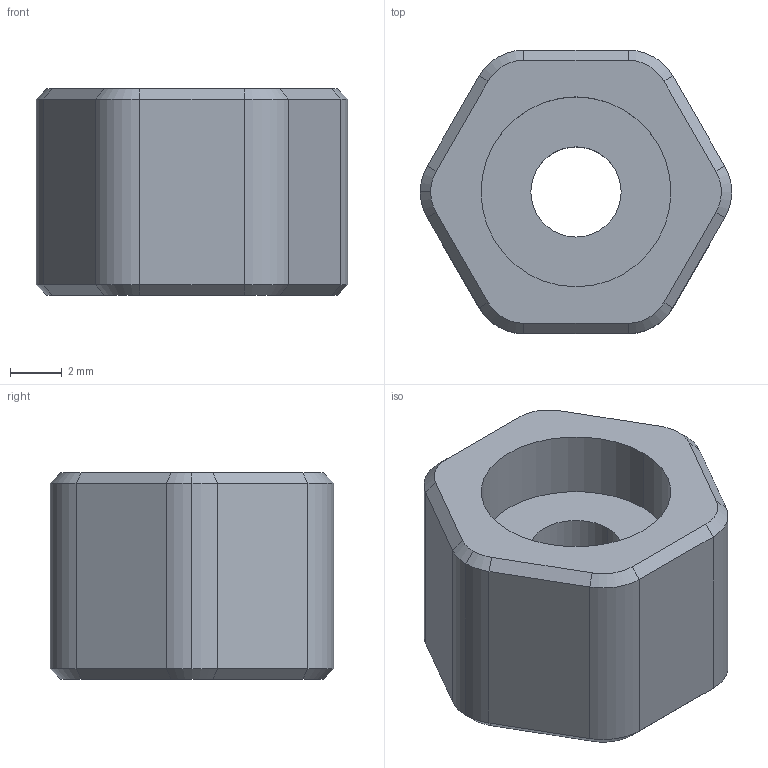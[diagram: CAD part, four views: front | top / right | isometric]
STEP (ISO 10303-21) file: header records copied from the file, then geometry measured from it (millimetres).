
FILE_DESCRIPTION (( 'STEP AP203' ), '1' );
FILE_NAME ('End Stop Cap.STEP', '2015-04-25T22:14:05', ( '' ), ( '' ), 'SwSTEP 2.0', 'SolidWorks 2013', '' );
FILE_SCHEMA (( 'CONFIG_CONTROL_DESIGN' ));
Length unit declared in the file: millimetre
Products named in the file (1): End Stop Cap
Bounding box: 12.08 x 11 x 8 mm (x, y, z)
Volume: 659.5 mm3; surface area: 584.2 mm2
Topology: 1 solids, 1 shells, 46 faces, 104 edges, 61 vertices
Faces by surface type: plane 21, cone 14, cylinder 11
Entity records: 1346 total; most frequent: DIRECTION 235, CARTESIAN_POINT 212, ORIENTED_EDGE 208, EDGE_CURVE 104, AXIS2_PLACEMENT_3D 84, VECTOR 67, LINE 67, VERTEX_POINT 61
